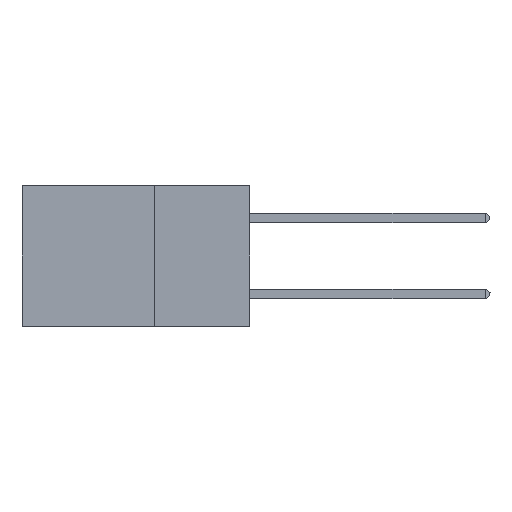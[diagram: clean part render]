
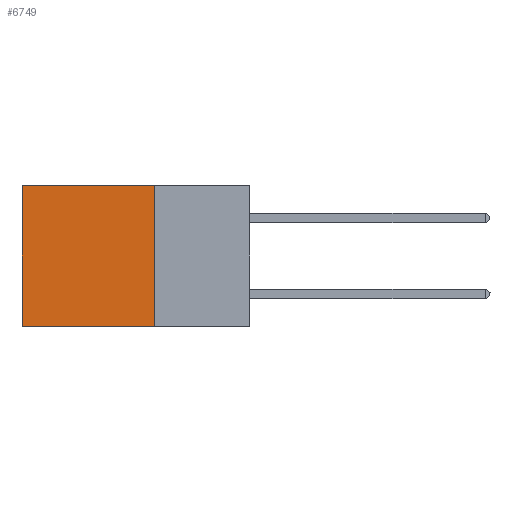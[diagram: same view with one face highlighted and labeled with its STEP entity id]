
A CAD part, left-side view. The second image highlights one B-rep face of the part: STEP entity #6749.
In plain terms, the highlighted planar face has unit normal (-1, 0, 0).
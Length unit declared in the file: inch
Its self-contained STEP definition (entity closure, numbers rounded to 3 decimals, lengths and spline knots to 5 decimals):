
#954 = LINE ( 'NONE', #24141, #3483 ) ;
#1227 = CARTESIAN_POINT ( 'NONE',  ( 0.2875, 0.25, 0. ) ) ;
#1718 = CARTESIAN_POINT ( 'NONE',  ( 0.2875, 0.25, 0. ) ) ;
#2447 = CARTESIAN_POINT ( 'NONE',  ( 0.2875, 0.25, -0.37 ) ) ;
#3483 = VECTOR ( 'NONE', #36003, 39.37008 ) ;
#3487 = DIRECTION ( 'NONE',  ( 1., 0., 0. ) ) ;
#3974 = EDGE_CURVE ( 'NONE', #27186, #22845, #9259, .T. ) ;
#6426 = EDGE_CURVE ( 'NONE', #24732, #25432, #954, .T. ) ;
#6749 = ADVANCED_FACE ( 'NONE', ( #9425 ), #11842, .F. ) ;
#7775 = ORIENTED_EDGE ( 'NONE', *, *, #21457, .F. ) ;
#9064 = CARTESIAN_POINT ( 'NONE',  ( 0.2875, 0.6, -0.37 ) ) ;
#9259 = LINE ( 'NONE', #32082, #34087 ) ;
#9264 = LINE ( 'NONE', #29118, #12273 ) ;
#9425 = FACE_OUTER_BOUND ( 'NONE', #10866, .T. ) ;
#10243 = LINE ( 'NONE', #1718, #21006 ) ;
#10866 = EDGE_LOOP ( 'NONE', ( #21514, #7775, #12858, #23226 ) ) ;
#11842 = PLANE ( 'NONE',  #12963 ) ;
#12273 = VECTOR ( 'NONE', #17981, 39.37008 ) ;
#12858 = ORIENTED_EDGE ( 'NONE', *, *, #6426, .F. ) ;
#12963 = AXIS2_PLACEMENT_3D ( 'NONE', #17785, #3487, #23723 ) ;
#15049 = CARTESIAN_POINT ( 'NONE',  ( 0.2875, 0.6, 0. ) ) ;
#16935 = EDGE_CURVE ( 'NONE', #24732, #27186, #10243, .T. ) ;
#17785 = CARTESIAN_POINT ( 'NONE',  ( 0.2875, 0.25, 0. ) ) ;
#17981 = DIRECTION ( 'NONE',  ( 0., 1., 0. ) ) ;
#21006 = VECTOR ( 'NONE', #30648, 39.37008 ) ;
#21457 = EDGE_CURVE ( 'NONE', #25432, #22845, #9264, .T. ) ;
#21514 = ORIENTED_EDGE ( 'NONE', *, *, #3974, .T. ) ;
#22845 = VERTEX_POINT ( 'NONE', #9064 ) ;
#23226 = ORIENTED_EDGE ( 'NONE', *, *, #16935, .T. ) ;
#23546 = DIRECTION ( 'NONE',  ( 0., 0., -1. ) ) ;
#23723 = DIRECTION ( 'NONE',  ( 0., 0., -1. ) ) ;
#24141 = CARTESIAN_POINT ( 'NONE',  ( 0.2875, 0.25, 0. ) ) ;
#24732 = VERTEX_POINT ( 'NONE', #1227 ) ;
#25432 = VERTEX_POINT ( 'NONE', #2447 ) ;
#27186 = VERTEX_POINT ( 'NONE', #15049 ) ;
#29118 = CARTESIAN_POINT ( 'NONE',  ( 0.2875, 0.25, -0.37 ) ) ;
#30648 = DIRECTION ( 'NONE',  ( 0., 1., 0. ) ) ;
#32082 = CARTESIAN_POINT ( 'NONE',  ( 0.2875, 0.6, 0. ) ) ;
#34087 = VECTOR ( 'NONE', #23546, 39.37008 ) ;
#36003 = DIRECTION ( 'NONE',  ( 0., 0., -1. ) ) ;
